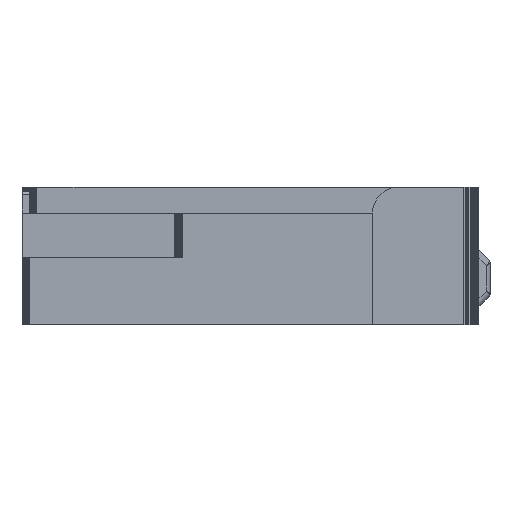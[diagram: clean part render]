
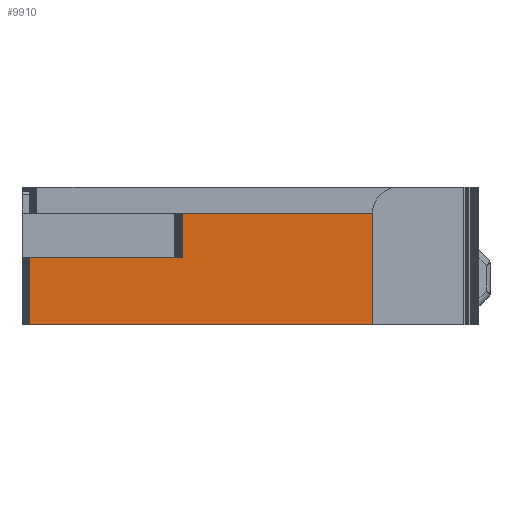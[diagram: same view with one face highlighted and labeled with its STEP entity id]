
A CAD part, front view. The second image highlights one B-rep face of the part: STEP entity #9910.
In plain terms, the highlighted planar face has unit normal (0, -1, 0).
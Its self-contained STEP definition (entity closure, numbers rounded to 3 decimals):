
#699=FACE_OUTER_BOUND('',#1295,.T.);
#1295=EDGE_LOOP('',(#8752,#8753,#8754,#8755,#8756,#8757));
#1300=LINE('',#13084,#2601);
#1598=LINE('',#15451,#2899);
#2445=LINE('',#17147,#3746);
#2477=LINE('',#17209,#3778);
#2567=LINE('',#17392,#3868);
#2596=LINE('',#17449,#3897);
#2601=VECTOR('',#10548,10.);
#2899=VECTOR('',#11126,10.);
#3746=VECTOR('',#12733,10.);
#3778=VECTOR('',#12795,10.);
#3868=VECTOR('',#13011,10.);
#3897=VECTOR('',#13070,10.);
#3898=VERTEX_POINT('',#13075);
#3902=VERTEX_POINT('',#13082);
#4147=VERTEX_POINT('',#15449);
#4615=VERTEX_POINT('',#17144);
#4616=VERTEX_POINT('',#17146);
#4661=VERTEX_POINT('',#17390);
#4679=EDGE_CURVE('',#3902,#3898,#1300,.T.);
#5037=EDGE_CURVE('',#4147,#3902,#1598,.T.);
#5884=EDGE_CURVE('',#4616,#4615,#2445,.T.);
#5916=EDGE_CURVE('',#4147,#4616,#2477,.T.);
#6006=EDGE_CURVE('',#4615,#4661,#2567,.T.);
#6035=EDGE_CURVE('',#4661,#3898,#2596,.T.);
#8752=ORIENTED_EDGE('',*,*,#5037,.F.);
#8753=ORIENTED_EDGE('',*,*,#5916,.T.);
#8754=ORIENTED_EDGE('',*,*,#5884,.T.);
#8755=ORIENTED_EDGE('',*,*,#6006,.T.);
#8756=ORIENTED_EDGE('',*,*,#6035,.T.);
#8757=ORIENTED_EDGE('',*,*,#4679,.F.);
#9319=PLANE('',#10539);
#9910=ADVANCED_FACE('',(#699),#9319,.T.);
#10539=AXIS2_PLACEMENT_3D('',#17450,#13071,#13072);
#10548=DIRECTION('',(0.,0.,-1.));
#11126=DIRECTION('',(1.,0.,0.));
#12733=DIRECTION('',(-1.,0.,0.));
#12795=DIRECTION('',(0.,0.,-1.));
#13011=DIRECTION('',(0.,0.,-1.));
#13070=DIRECTION('',(1.,0.,0.));
#13071=DIRECTION('center_axis',(0.,-1.,0.));
#13072=DIRECTION('ref_axis',(0.,0.,-1.));
#13075=CARTESIAN_POINT('',(179.,0.,-18.));
#13082=CARTESIAN_POINT('',(179.,0.,12.));
#13084=CARTESIAN_POINT('',(179.,0.,9.5));
#15449=CARTESIAN_POINT('',(128.,0.,12.));
#15451=CARTESIAN_POINT('',(158.,0.,12.));
#17144=CARTESIAN_POINT('',(87.,0.,0.));
#17146=CARTESIAN_POINT('',(128.,0.,0.));
#17147=CARTESIAN_POINT('',(128.,0.,0.));
#17209=CARTESIAN_POINT('',(128.,0.,12.));
#17390=CARTESIAN_POINT('',(87.,0.,-18.));
#17392=CARTESIAN_POINT('',(87.,0.,-5.));
#17449=CARTESIAN_POINT('',(178.5,0.,-18.));
#17450=CARTESIAN_POINT('Origin',(178.5,0.,12.));
